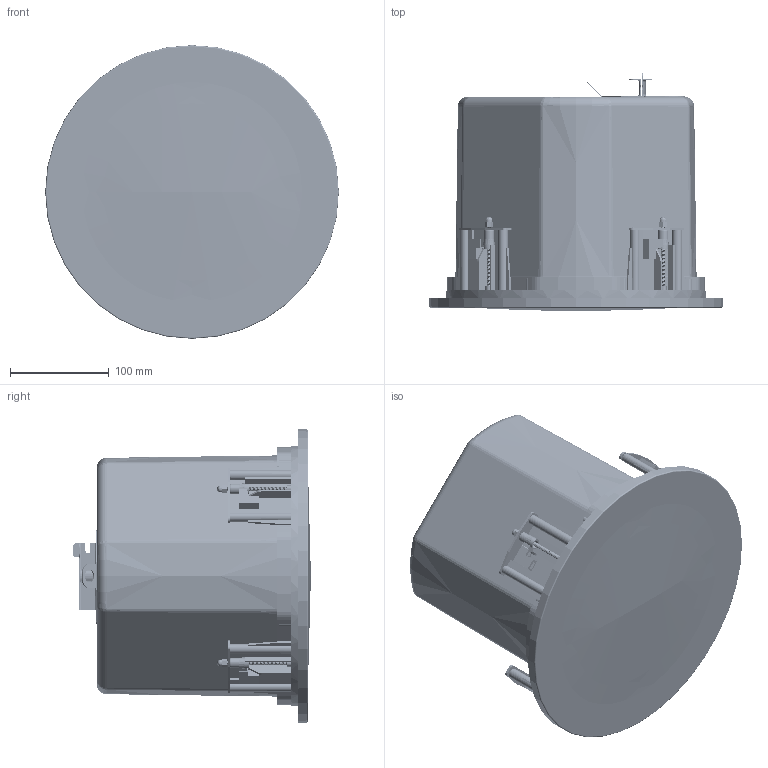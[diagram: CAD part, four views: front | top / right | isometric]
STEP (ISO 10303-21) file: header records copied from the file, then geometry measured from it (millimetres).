
FILE_DESCRIPTION (( 'STEP AP203' ), '1' );
FILE_NAME ('100IC8-T-20210922.STEP', '2023-08-09T15:37:30', ( '' ), ( '' ), 'SwSTEP 2.0', 'SolidWorks 2022', '' );
FILE_SCHEMA (( 'CONFIG_CONTROL_DESIGN' ));
Length unit declared in the file: millimetre
Products named in the file (52): BREP_26_3.stp; BREP_36_3.stp; BREP_39_3.stp; BREP_32_3.stp; BREP_35_3.stp; BREP_24_3.stp; FOCAL-LS.stp; BREP_11_3.stp; BREP_27_3.stp; BREP_15_3.stp; BREP_20_3.stp; 8000_1_ASM.stp; FOCAL-20-U.stp; BREP_21_3.stp; 20210920FCL_100-IC8-RING.stp; BREP_40_3.stp; FOCAL-20-ZHONGZHU.stp; FOCAL-MESH_4_3.stp; FOCAL-TOW1010533.stp; MANIFOLD_SOLID_BREP_237031.stp; MANIFOLD_SOLID_BREP_99876_A_3.stp; DOCUMENT_A_ASM_ASM_3_ASM.stp; BREP_13_3.stp; MANIFOLD_SOLID_BREP_172742_A_3.stp; BREP_28_3.stp; 20210913FCL_100IC8_ASM_ASM_3_ASM.stp; BREP_23_3.stp; BREP_33_3.stp; BREP_29_3.stp; BREP_31_3.stp; FOCAL-20-ASS_ASM.stp; BREP_16_3.stp; BREP_17_3.stp; MANIFOLD_SOLID_BREP_237740.stp; BREP_12_3.stp; BREP_14_3.stp; BREP_30_3.stp; FOCAL-20-MB.stp; BREP_25_3.stp; 100-IC8-20210917_ASM_3_ASM.stp ...
Assembly tree (57 placements, depth 5):
  100IC8-T-20210922
    100-IC8-20210917_ASM_3_ASM.stp
      20210913FCL_100IC8_ASM_ASM_3_ASM.stp
        DOCUMENT_A_ASM_ASM_3_ASM.stp
          MANIFOLD_SOLID_BREP_99876_A_3.stp
          MANIFOLD_SOLID_BREP_99965_A_3.stp
          MANIFOLD_SOLID_BREP_172742_A_3.stp  x4
          MANIFOLD_SOLID_BREP_177153_A_3.stp  x4
          BREP_10_3.stp
          BREP_11_3.stp
          BREP_12_3.stp
          BREP_13_3.stp
          BREP_14_3.stp
          BREP_15_3.stp
          BREP_16_3.stp
          BREP_17_3.stp
          BREP_18_3.stp
          BREP_19_3.stp
          BREP_20_3.stp
          BREP_21_3.stp
          BREP_22_3.stp
          BREP_23_3.stp
          BREP_24_3.stp
          BREP_25_3.stp
          BREP_26_3.stp
          BREP_27_3.stp
          BREP_28_3.stp
          BREP_29_3.stp
          BREP_30_3.stp
          BREP_31_3.stp
          BREP_32_3.stp
          BREP_33_3.stp
          BREP_34_3.stp
          BREP_35_3.stp
          BREP_36_3.stp
          BREP_37_3.stp
          BREP_38_3.stp
          BREP_39_3.stp
          BREP_40_3.stp
        FOCAL-MESH_4_3.stp
      8000_1_ASM.stp
        MANIFOLD_SOLID_BREP_237031.stp
        MANIFOLD_SOLID_BREP_237740.stp
    FOCAL-20-ASS_ASM.stp
      FOCAL-20-YINMOZUO.stp
      FOCAL-20-U.stp
      FOCAL-20-YINMO.stp
      FOCAL-20-ZHONGZHU.stp
      FOCAL-20-MB.stp
      FOCAL-LS.stp
      FOCAL-TOW1010533.stp
    20210920FCL_100-IC8-RING.stp
Bounding box: 297.2 x 240.6 x 297.2 mm (x, y, z)
Volume: 969401.1 mm3; surface area: 1083297.8 mm2
Topology: 52 solids, 52 shells, 4317 faces, 13488 edges, 9405 vertices
Faces by surface type: cylinder 1896, plane 1281, bspline 589, torus 277, cone 249, sphere 25
Entity records: 341666 total; most frequent: CARTESIAN_POINT 235196, ORIENTED_EDGE 25086, DIRECTION 15852, EDGE_CURVE 12543, VERTEX_POINT 8723, B_SPLINE_CURVE_WITH_KNOTS 6631, AXIS2_PLACEMENT_3D 6464, EDGE_LOOP 4352
